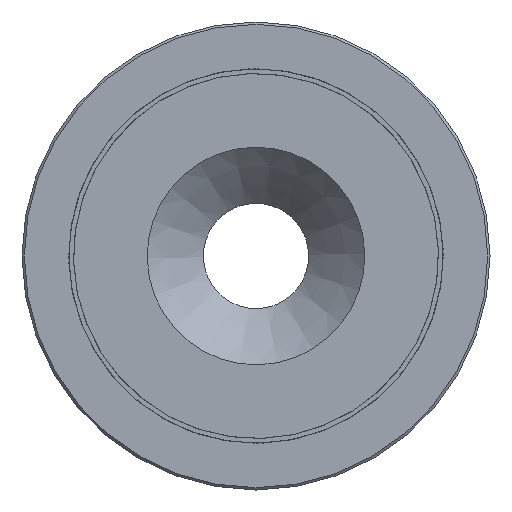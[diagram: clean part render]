
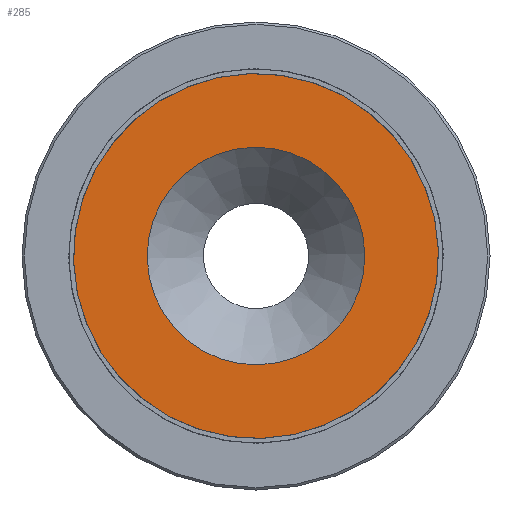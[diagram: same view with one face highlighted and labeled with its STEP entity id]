
A CAD part, front view. The second image highlights one B-rep face of the part: STEP entity #285.
In plain terms, the highlighted face is planar.
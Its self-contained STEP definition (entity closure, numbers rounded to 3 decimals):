
#43=FACE_BOUND('',#88,.T.);
#50=PLANE('',#409);
#67=FACE_OUTER_BOUND('',#87,.T.);
#87=EDGE_LOOP('',(#242,#243));
#88=EDGE_LOOP('',(#244,#245));
#132=CIRCLE('',#407,4.65);
#133=CIRCLE('',#408,4.65);
#134=CIRCLE('',#410,7.8);
#135=CIRCLE('',#411,7.8);
#156=VERTEX_POINT('',#581);
#157=VERTEX_POINT('',#583);
#158=VERTEX_POINT('',#587);
#159=VERTEX_POINT('',#588);
#187=EDGE_CURVE('',#157,#156,#132,.T.);
#188=EDGE_CURVE('',#156,#157,#133,.T.);
#189=EDGE_CURVE('',#158,#159,#134,.T.);
#190=EDGE_CURVE('',#159,#158,#135,.T.);
#242=ORIENTED_EDGE('',*,*,#189,.F.);
#243=ORIENTED_EDGE('',*,*,#190,.F.);
#244=ORIENTED_EDGE('',*,*,#187,.T.);
#245=ORIENTED_EDGE('',*,*,#188,.T.);
#285=ADVANCED_FACE('',(#67,#43),#50,.T.);
#407=AXIS2_PLACEMENT_3D('',#584,#489,#490);
#408=AXIS2_PLACEMENT_3D('',#585,#491,#492);
#409=AXIS2_PLACEMENT_3D('',#586,#493,#494);
#410=AXIS2_PLACEMENT_3D('',#589,#495,#496);
#411=AXIS2_PLACEMENT_3D('',#590,#497,#498);
#489=DIRECTION('center_axis',(1.,0.,0.));
#490=DIRECTION('ref_axis',(0.,0.,-1.));
#491=DIRECTION('center_axis',(1.,0.,0.));
#492=DIRECTION('ref_axis',(0.,0.,-1.));
#493=DIRECTION('center_axis',(-1.,0.,0.));
#494=DIRECTION('ref_axis',(0.,0.,1.));
#495=DIRECTION('center_axis',(1.,0.,0.));
#496=DIRECTION('ref_axis',(0.,0.,-1.));
#497=DIRECTION('center_axis',(1.,0.,0.));
#498=DIRECTION('ref_axis',(0.,0.,-1.));
#581=CARTESIAN_POINT('',(-4.8,-4.65,0.));
#583=CARTESIAN_POINT('',(-4.8,4.65,0.));
#584=CARTESIAN_POINT('Origin',(-4.8,0.,0.));
#585=CARTESIAN_POINT('Origin',(-4.8,0.,0.));
#586=CARTESIAN_POINT('Origin',(-4.8,7.8,0.));
#587=CARTESIAN_POINT('',(-4.8,7.8,0.));
#588=CARTESIAN_POINT('',(-4.8,-7.8,0.));
#589=CARTESIAN_POINT('Origin',(-4.8,0.,0.));
#590=CARTESIAN_POINT('Origin',(-4.8,0.,0.));
